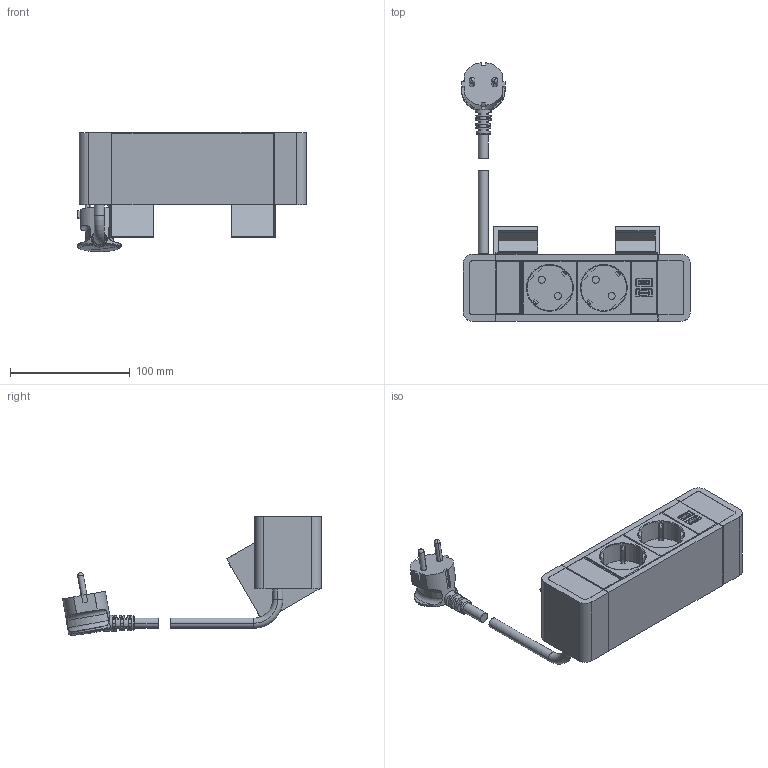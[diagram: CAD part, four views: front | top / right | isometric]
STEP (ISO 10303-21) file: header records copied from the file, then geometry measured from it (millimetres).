
FILE_DESCRIPTION(('CATIA V5 STEP Exchange','CAx-IF Rec.Pracs.--- Model Styling and Organization---1.5--- 2016-08-15','CAx-IF Rec.Pracs.---Supplemental Geometry---1.0---2011-11-01','CAx-IF Rec.Pracs.--- Composite Materials ---1.1---2010-07-15'),'2;1');
FILE_NAME('LG-655132WH_AllCATPart.stp','2023-11-08T16:03:41+00:00',('none'),('none'),'CATIA Version 5-6 Release 2020 SP3','CATIA V5 STEP AP214 v2','none');
FILE_SCHEMA(('AUTOMOTIVE_DESIGN { 1 0 10303 214 1 1 1 1 }'));
Length unit declared in the file: millimetre
Products named in the file (1): LG-655132WH_AllCATPart
Bounding box: 191.41 x 216.36 x 99.59 mm (x, y, z)
Volume: 308591.1 mm3; surface area: 217433.2 mm2
Topology: 22 solids, 22 shells, 1141 faces, 3070 edges, 1961 vertices
Faces by surface type: plane 794, cylinder 240, bspline 42, sphere 34, torus 16, cone 11, extrusion 2, revolution 2
Entity records: 35560 total; most frequent: CARTESIAN_POINT 9529, ORIENTED_EDGE 6072, DIRECTION 4117, EDGE_CURVE 3036, VECTOR 2276, LINE 2274, VERTEX_POINT 1961, EDGE_LOOP 1181
